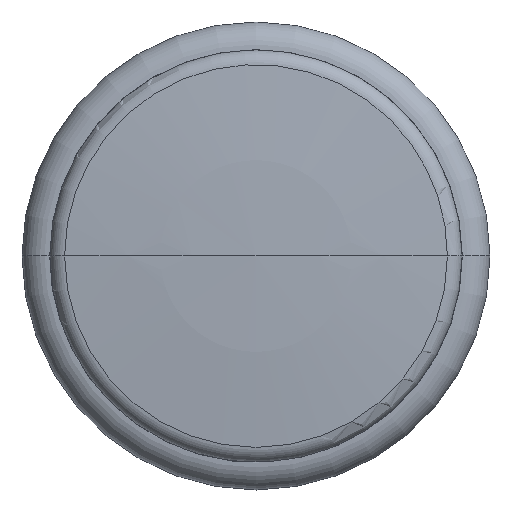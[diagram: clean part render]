
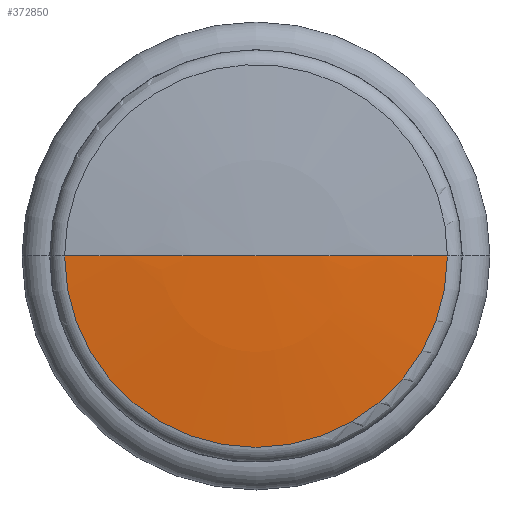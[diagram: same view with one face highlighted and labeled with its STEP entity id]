
A CAD part, front view. The second image highlights one B-rep face of the part: STEP entity #372850.
In plain terms, the highlighted spherical face has radius 180 mm.
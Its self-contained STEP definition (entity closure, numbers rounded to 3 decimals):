
#370240=CARTESIAN_POINT('',(19.,-138.,0.));
#370250=DIRECTION('',(0.,0.,-1.));
#370260=DIRECTION('',(1.,-0.,0.));
#370270=AXIS2_PLACEMENT_3D('',#370240,#370250,#370260);
#370280=CIRCLE('',#370270,180.);
#370290=CARTESIAN_POINT('',(19.,42.,0.));
#370300=VERTEX_POINT('',#370290);
#370310=CARTESIAN_POINT('',(36.583,41.139,0.));
#370320=VERTEX_POINT('',#370310);
#370330=EDGE_CURVE('',#370300,#370320,#370280,.T.);
#370350=CARTESIAN_POINT('',(19.,41.139,0.));
#370360=DIRECTION('',(0.,-1.,0.));
#370370=DIRECTION('',(-1.,0.,0.));
#370380=AXIS2_PLACEMENT_3D('',#370350,#370360,#370370);
#370390=CIRCLE('',#370380,17.583);
#370440=CARTESIAN_POINT('',(1.417,41.139,0.));
#370450=VERTEX_POINT('',#370440);
#370480=EDGE_CURVE('',#370450,#370300,#370280,.T.);
#371010=EDGE_CURVE('',#370450,#370320,#370390,.T.);
#372750=CARTESIAN_POINT('',(19.,-138.,0.));
#372760=DIRECTION('',(0.,1.,0.));
#372770=DIRECTION('',(1.,0.,0.));
#372780=AXIS2_PLACEMENT_3D('',#372750,#372760,#372770);
#372790=SPHERICAL_SURFACE('',#372780,180.);
#372800=ORIENTED_EDGE('',*,*,#371010,.F.);
#372810=ORIENTED_EDGE('',*,*,#370330,.T.);
#372820=ORIENTED_EDGE('',*,*,#370480,.T.);
#372830=EDGE_LOOP('',(#372820,#372810,#372800));
#372840=FACE_OUTER_BOUND('',#372830,.T.);
#372850=ADVANCED_FACE('',(#372840),#372790,.T.);
